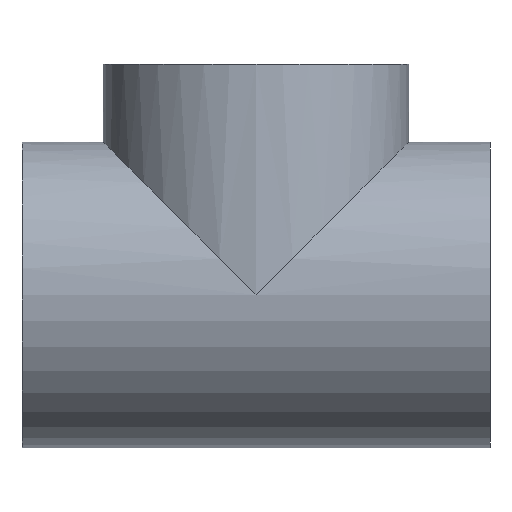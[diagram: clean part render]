
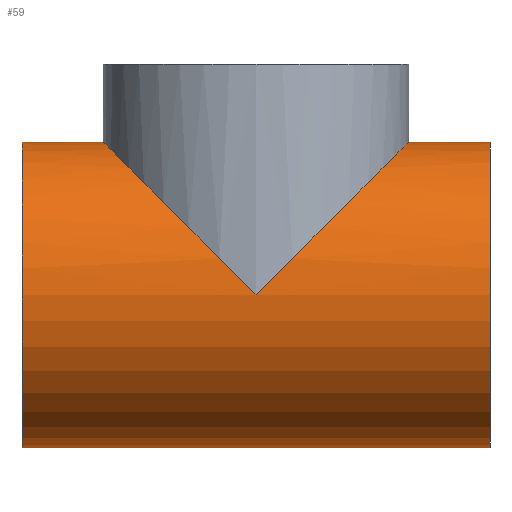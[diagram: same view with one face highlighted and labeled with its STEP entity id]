
A CAD part, front view. The second image highlights one B-rep face of the part: STEP entity #59.
In plain terms, the highlighted cylindrical face has radius 67.25 mm (diameter 134.5 mm), a full revolution.
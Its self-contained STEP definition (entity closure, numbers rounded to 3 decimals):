
#59 = ADVANCED_FACE( '', ( #125, #126, #127 ), #128, .T. );
#125 = FACE_OUTER_BOUND( '', #186, .T. );
#126 = FACE_OUTER_BOUND( '', #187, .T. );
#127 = FACE_BOUND( '', #188, .T. );
#128 = CYLINDRICAL_SURFACE( '', #189, 67.25 );
#186 = EDGE_LOOP( '', ( #266 ) );
#187 = EDGE_LOOP( '', ( #267 ) );
#188 = EDGE_LOOP( '', ( #268, #269 ) );
#189 = AXIS2_PLACEMENT_3D( '', #270, #271, #272 );
#266 = ORIENTED_EDGE( '', *, *, #306, .T. );
#267 = ORIENTED_EDGE( '', *, *, #295, .F. );
#268 = ORIENTED_EDGE( '', *, *, #299, .F. );
#269 = ORIENTED_EDGE( '', *, *, #298, .F. );
#270 = CARTESIAN_POINT( '', ( 43., 0., 0. ) );
#271 = DIRECTION( '', ( 1., 0., 0. ) );
#272 = DIRECTION( '', ( 0., 0., 1. ) );
#295 = EDGE_CURVE( '', #334, #334, #335, .T. );
#298 = EDGE_CURVE( '', #339, #340, #341, .T. );
#299 = EDGE_CURVE( '', #340, #339, #342, .F. );
#306 = EDGE_CURVE( '', #350, #350, #351, .T. );
#334 = VERTEX_POINT( '', #379 );
#335 = CIRCLE( '', #380, 67.25 );
#339 = VERTEX_POINT( '', #384 );
#340 = VERTEX_POINT( '', #385 );
#341 = ELLIPSE( '', #386, 95.106, 67.25 );
#342 = ELLIPSE( '', #387, 95.106, 67.25 );
#350 = VERTEX_POINT( '', #395 );
#351 = CIRCLE( '', #396, 67.25 );
#379 = CARTESIAN_POINT( '', ( 43., 67.25, 0. ) );
#380 = AXIS2_PLACEMENT_3D( '', #428, #429, #430 );
#384 = CARTESIAN_POINT( '', ( -60., -67.25, 0. ) );
#385 = CARTESIAN_POINT( '', ( -60., 67.25, 0. ) );
#386 = AXIS2_PLACEMENT_3D( '', #434, #435, #436 );
#387 = AXIS2_PLACEMENT_3D( '', #437, #438, #439 );
#395 = CARTESIAN_POINT( '', ( -163., 67.25, 0. ) );
#396 = AXIS2_PLACEMENT_3D( '', #443, #444, #445 );
#428 = CARTESIAN_POINT( '', ( 43., 0., 0. ) );
#429 = DIRECTION( '', ( 1., 0., 0. ) );
#430 = DIRECTION( '', ( 0., 1., 0. ) );
#434 = CARTESIAN_POINT( '', ( -60., 0., 0. ) );
#435 = DIRECTION( '', ( -0.707, 0., 0.707 ) );
#436 = DIRECTION( '', ( -0.707, 0., -0.707 ) );
#437 = CARTESIAN_POINT( '', ( -60., 0., 0. ) );
#438 = DIRECTION( '', ( -0.707, 0., -0.707 ) );
#439 = DIRECTION( '', ( -0.707, 0., 0.707 ) );
#443 = CARTESIAN_POINT( '', ( -163., 0., 0. ) );
#444 = DIRECTION( '', ( 1., 0., 0. ) );
#445 = DIRECTION( '', ( 0., 1., 0. ) );
